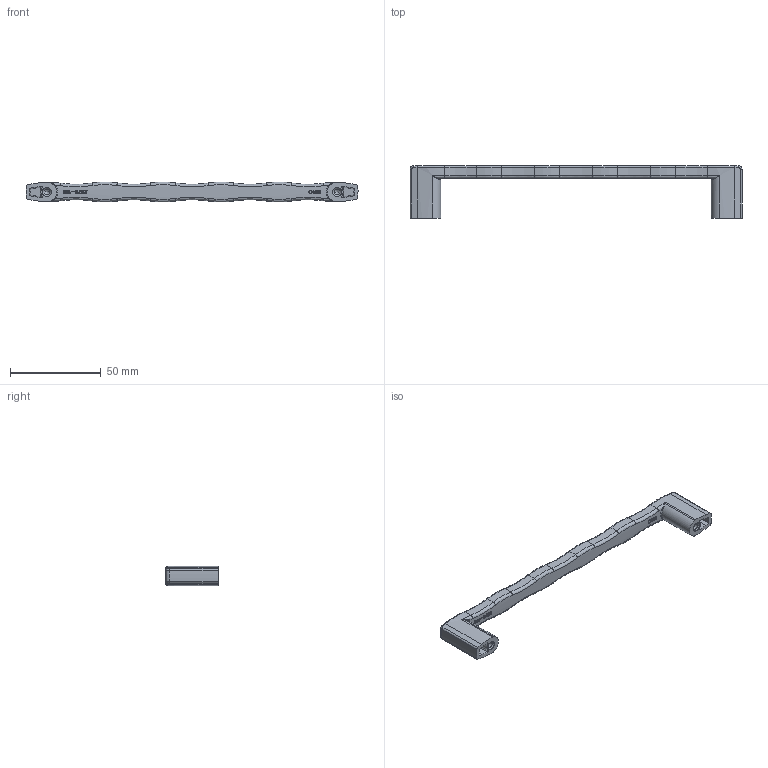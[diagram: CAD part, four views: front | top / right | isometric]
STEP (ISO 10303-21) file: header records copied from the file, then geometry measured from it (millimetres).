
FILE_DESCRIPTION(('Creo Elements/Direct Modeling STEP Export'),'2;1');
FILE_NAME('2679-183.stp','2025-06-23T13:55:12',(''),(''),'Creo Elements/Direct Modeling STEP processor for AP214 (Solid Model)','Creo Elements/Direct Modeling 20.0 12-Nov-2016 (C) Parametric Technology GmbH','');
FILE_SCHEMA(('AUTOMOTIVE_DESIGN { 1 0 10303 214 1 1 1 1 }'));
Length unit declared in the file: millimetre
Products named in the file (2): ZN-12572
Assembly tree (1 placements, depth 2):
  ZN-12572
    ZN-12572
Bounding box: 182.98 x 29 x 10.89 mm (x, y, z)
Volume: 17204 mm3; surface area: 9367.2 mm2
Topology: 1 solids, 1 shells, 723 faces, 2029 edges, 1324 vertices
Faces by surface type: plane 590, cylinder 53, bspline 46, torus 18, cone 16
Entity records: 32176 total; most frequent: CARTESIAN_POINT 13515, ORIENTED_EDGE 4042, DIRECTION 3802, EDGE_CURVE 2021, VERTEX_POINT 1324, AXIS2_PLACEMENT_3D 1268, VECTOR 1266, LINE 1266
